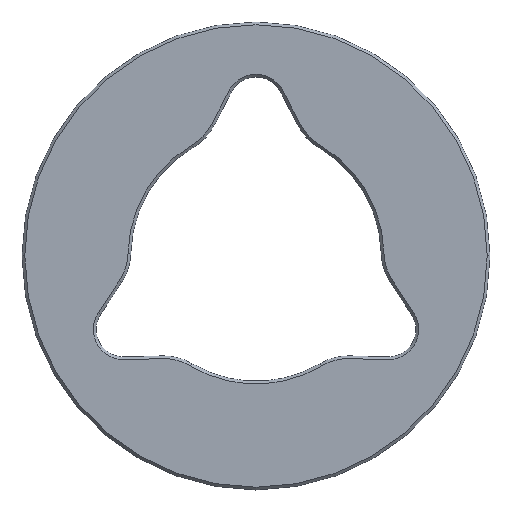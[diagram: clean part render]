
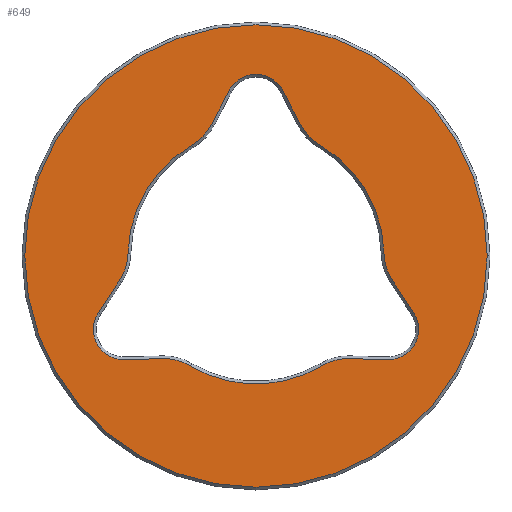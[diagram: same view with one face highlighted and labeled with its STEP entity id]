
A CAD part, top view. The second image highlights one B-rep face of the part: STEP entity #649.
In plain terms, the highlighted planar face has unit normal (0, 0, 1).
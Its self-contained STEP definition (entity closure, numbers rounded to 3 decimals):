
#42=CARTESIAN_POINT('Vertex',(-2.377,-3.996,1.)) ;
#45=CARTESIAN_POINT('Axis2P3D Location',(0.,0.,1.)) ;
#49=CARTESIAN_POINT('Vertex',(2.377,-3.996,1.)) ;
#76=CARTESIAN_POINT('Axis2P3D Location',(3.349,-5.629,1.)) ;
#80=CARTESIAN_POINT('Vertex',(3.399,-3.73,1.)) ;
#107=CARTESIAN_POINT('Line Origine',(0.,-3.641,1.)) ;
#111=CARTESIAN_POINT('Vertex',(4.782,-3.766,1.)) ;
#138=CARTESIAN_POINT('Axis2P3D Location',(4.81,-2.666,1.)) ;
#142=CARTESIAN_POINT('Vertex',(5.728,-2.059,1.)) ;
#169=CARTESIAN_POINT('Line Origine',(4.194,0.258,1.)) ;
#173=CARTESIAN_POINT('Vertex',(4.964,-0.906,1.)) ;
#200=CARTESIAN_POINT('Axis2P3D Location',(6.548,0.143,1.)) ;
#204=CARTESIAN_POINT('Vertex',(4.649,0.102,1.)) ;
#231=CARTESIAN_POINT('Axis2P3D Location',(0.,0.,1.)) ;
#235=CARTESIAN_POINT('Vertex',(2.343,4.017,1.)) ;
#262=CARTESIAN_POINT('Axis2P3D Location',(3.3,5.658,1.)) ;
#266=CARTESIAN_POINT('Vertex',(1.615,4.781,1.)) ;
#293=CARTESIAN_POINT('Line Origine',(4.103,0.,1.)) ;
#297=CARTESIAN_POINT('Vertex',(0.976,6.008,1.)) ;
#330=CARTESIAN_POINT('Vertex',(-0.976,6.008,1.)) ;
#333=CARTESIAN_POINT('Line Origine',(-4.103,0.,1.)) ;
#337=CARTESIAN_POINT('Vertex',(-1.615,4.781,1.)) ;
#364=CARTESIAN_POINT('Axis2P3D Location',(-3.3,5.658,1.)) ;
#368=CARTESIAN_POINT('Vertex',(-2.343,4.017,1.)) ;
#395=CARTESIAN_POINT('Axis2P3D Location',(0.,0.,1.)) ;
#399=CARTESIAN_POINT('Vertex',(-4.649,0.102,1.)) ;
#426=CARTESIAN_POINT('Axis2P3D Location',(-6.548,0.143,1.)) ;
#430=CARTESIAN_POINT('Vertex',(-4.964,-0.906,1.)) ;
#457=CARTESIAN_POINT('Line Origine',(-4.194,0.258,1.)) ;
#461=CARTESIAN_POINT('Vertex',(-5.728,-2.059,1.)) ;
#488=CARTESIAN_POINT('Axis2P3D Location',(-4.81,-2.666,1.)) ;
#492=CARTESIAN_POINT('Vertex',(-4.782,-3.766,1.)) ;
#519=CARTESIAN_POINT('Line Origine',(0.,-3.641,1.)) ;
#523=CARTESIAN_POINT('Vertex',(-3.399,-3.73,1.)) ;
#550=CARTESIAN_POINT('Axis2P3D Location',(-3.349,-5.629,1.)) ;
#572=CARTESIAN_POINT('Axis2P3D Location',(0.,5.5,1.)) ;
#576=CARTESIAN_POINT('Vertex',(0.,6.6,1.)) ;
#579=CARTESIAN_POINT('Axis2P3D Location',(0.,5.5,1.)) ;
#605=CARTESIAN_POINT('Axis2P3D Location',(0.,0.,1.)) ;
#610=CARTESIAN_POINT('Axis2P3D Location',(0.,0.,1.)) ;
#614=CARTESIAN_POINT('Vertex',(-8.4,0.,1.)) ;
#616=CARTESIAN_POINT('Vertex',(8.4,0.,1.)) ;
#619=CARTESIAN_POINT('Axis2P3D Location',(0.,0.,1.)) ;
#109=VECTOR('Line Direction',#108,1.) ;
#171=VECTOR('Line Direction',#170,1.) ;
#295=VECTOR('Line Direction',#294,1.) ;
#335=VECTOR('Line Direction',#334,1.) ;
#459=VECTOR('Line Direction',#458,1.) ;
#521=VECTOR('Line Direction',#520,1.) ;
#46=DIRECTION('Axis2P3D Direction',(0.,0.,1.)) ;
#77=DIRECTION('Axis2P3D Direction',(0.,0.,1.)) ;
#108=DIRECTION('Vector Direction',(-1.,0.026,0.)) ;
#139=DIRECTION('Axis2P3D Direction',(0.,0.,1.)) ;
#170=DIRECTION('Vector Direction',(-0.552,0.834,0.)) ;
#201=DIRECTION('Axis2P3D Direction',(0.,0.,1.)) ;
#232=DIRECTION('Axis2P3D Direction',(0.,-0.,1.)) ;
#263=DIRECTION('Axis2P3D Direction',(0.,0.,1.)) ;
#294=DIRECTION('Vector Direction',(0.462,-0.887,0.)) ;
#334=DIRECTION('Vector Direction',(-0.462,-0.887,0.)) ;
#365=DIRECTION('Axis2P3D Direction',(0.,0.,1.)) ;
#396=DIRECTION('Axis2P3D Direction',(0.,0.,1.)) ;
#427=DIRECTION('Axis2P3D Direction',(-0.,0.,1.)) ;
#458=DIRECTION('Vector Direction',(0.552,0.834,0.)) ;
#489=DIRECTION('Axis2P3D Direction',(0.,0.,1.)) ;
#520=DIRECTION('Vector Direction',(1.,0.026,0.)) ;
#551=DIRECTION('Axis2P3D Direction',(0.,0.,1.)) ;
#573=DIRECTION('Axis2P3D Direction',(0.,0.,1.)) ;
#580=DIRECTION('Axis2P3D Direction',(0.,0.,1.)) ;
#606=DIRECTION('Axis2P3D Direction',(0.,0.,1.)) ;
#607=DIRECTION('Axis2P3D XDirection',(1.,0.,0.)) ;
#611=DIRECTION('Axis2P3D Direction',(0.,0.,1.)) ;
#620=DIRECTION('Axis2P3D Direction',(0.,0.,1.)) ;
#47=AXIS2_PLACEMENT_3D('Circle Axis2P3D',#45,#46,$) ;
#78=AXIS2_PLACEMENT_3D('Circle Axis2P3D',#76,#77,$) ;
#140=AXIS2_PLACEMENT_3D('Circle Axis2P3D',#138,#139,$) ;
#202=AXIS2_PLACEMENT_3D('Circle Axis2P3D',#200,#201,$) ;
#233=AXIS2_PLACEMENT_3D('Circle Axis2P3D',#231,#232,$) ;
#264=AXIS2_PLACEMENT_3D('Circle Axis2P3D',#262,#263,$) ;
#366=AXIS2_PLACEMENT_3D('Circle Axis2P3D',#364,#365,$) ;
#397=AXIS2_PLACEMENT_3D('Circle Axis2P3D',#395,#396,$) ;
#428=AXIS2_PLACEMENT_3D('Circle Axis2P3D',#426,#427,$) ;
#490=AXIS2_PLACEMENT_3D('Circle Axis2P3D',#488,#489,$) ;
#552=AXIS2_PLACEMENT_3D('Circle Axis2P3D',#550,#551,$) ;
#574=AXIS2_PLACEMENT_3D('Circle Axis2P3D',#572,#573,$) ;
#581=AXIS2_PLACEMENT_3D('Circle Axis2P3D',#579,#580,$) ;
#608=AXIS2_PLACEMENT_3D('Plane Axis2P3D',#605,#606,#607) ;
#612=AXIS2_PLACEMENT_3D('Circle Axis2P3D',#610,#611,$) ;
#621=AXIS2_PLACEMENT_3D('Circle Axis2P3D',#619,#620,$) ;
#110=LINE('Line',#107,#109) ;
#172=LINE('Line',#169,#171) ;
#296=LINE('Line',#293,#295) ;
#336=LINE('Line',#333,#335) ;
#460=LINE('Line',#457,#459) ;
#522=LINE('Line',#519,#521) ;
#48=CIRCLE('generated circle',#47,4.65) ;
#79=CIRCLE('generated circle',#78,1.9) ;
#141=CIRCLE('generated circle',#140,1.1) ;
#203=CIRCLE('generated circle',#202,1.9) ;
#234=CIRCLE('generated circle',#233,4.65) ;
#265=CIRCLE('generated circle',#264,1.9) ;
#367=CIRCLE('generated circle',#366,1.9) ;
#398=CIRCLE('generated circle',#397,4.65) ;
#429=CIRCLE('generated circle',#428,1.9) ;
#491=CIRCLE('generated circle',#490,1.1) ;
#553=CIRCLE('generated circle',#552,1.9) ;
#575=CIRCLE('generated circle',#574,1.1) ;
#582=CIRCLE('generated circle',#581,1.1) ;
#613=CIRCLE('generated circle',#612,8.4) ;
#622=CIRCLE('generated circle',#621,8.4) ;
#609=PLANE('',#608) ;
#648=FACE_BOUND('',#628,.T.) ;
#51=EDGE_CURVE('',#43,#50,#48,.T.) ;
#82=EDGE_CURVE('',#50,#81,#79,.F.) ;
#113=EDGE_CURVE('',#81,#112,#110,.F.) ;
#144=EDGE_CURVE('',#112,#143,#141,.T.) ;
#175=EDGE_CURVE('',#143,#174,#172,.T.) ;
#206=EDGE_CURVE('',#174,#205,#203,.F.) ;
#237=EDGE_CURVE('',#205,#236,#234,.T.) ;
#268=EDGE_CURVE('',#236,#267,#265,.F.) ;
#299=EDGE_CURVE('',#267,#298,#296,.F.) ;
#339=EDGE_CURVE('',#331,#338,#336,.T.) ;
#370=EDGE_CURVE('',#338,#369,#367,.F.) ;
#401=EDGE_CURVE('',#369,#400,#398,.T.) ;
#432=EDGE_CURVE('',#400,#431,#429,.F.) ;
#463=EDGE_CURVE('',#431,#462,#460,.F.) ;
#494=EDGE_CURVE('',#462,#493,#491,.T.) ;
#525=EDGE_CURVE('',#493,#524,#522,.T.) ;
#554=EDGE_CURVE('',#524,#43,#553,.F.) ;
#578=EDGE_CURVE('',#298,#577,#575,.T.) ;
#583=EDGE_CURVE('',#577,#331,#582,.T.) ;
#618=EDGE_CURVE('',#615,#617,#613,.T.) ;
#623=EDGE_CURVE('',#617,#615,#622,.T.) ;
#625=ORIENTED_EDGE('',*,*,#618,.T.) ;
#626=ORIENTED_EDGE('',*,*,#623,.T.) ;
#629=ORIENTED_EDGE('',*,*,#554,.F.) ;
#630=ORIENTED_EDGE('',*,*,#525,.F.) ;
#631=ORIENTED_EDGE('',*,*,#494,.F.) ;
#632=ORIENTED_EDGE('',*,*,#463,.F.) ;
#633=ORIENTED_EDGE('',*,*,#432,.F.) ;
#634=ORIENTED_EDGE('',*,*,#401,.F.) ;
#635=ORIENTED_EDGE('',*,*,#370,.F.) ;
#636=ORIENTED_EDGE('',*,*,#339,.F.) ;
#637=ORIENTED_EDGE('',*,*,#583,.F.) ;
#638=ORIENTED_EDGE('',*,*,#578,.F.) ;
#639=ORIENTED_EDGE('',*,*,#299,.F.) ;
#640=ORIENTED_EDGE('',*,*,#268,.F.) ;
#641=ORIENTED_EDGE('',*,*,#237,.F.) ;
#642=ORIENTED_EDGE('',*,*,#206,.F.) ;
#643=ORIENTED_EDGE('',*,*,#175,.F.) ;
#644=ORIENTED_EDGE('',*,*,#144,.F.) ;
#645=ORIENTED_EDGE('',*,*,#113,.F.) ;
#646=ORIENTED_EDGE('',*,*,#82,.F.) ;
#647=ORIENTED_EDGE('',*,*,#51,.F.) ;
#624=EDGE_LOOP('',(#625,#626)) ;
#628=EDGE_LOOP('',(#629,#630,#631,#632,#633,#634,#635,#636,#637,#638,#639,#640,#641,#642,#643,#644,#645,#646,#647)) ;
#43=VERTEX_POINT('',#42) ;
#50=VERTEX_POINT('',#49) ;
#81=VERTEX_POINT('',#80) ;
#112=VERTEX_POINT('',#111) ;
#143=VERTEX_POINT('',#142) ;
#174=VERTEX_POINT('',#173) ;
#205=VERTEX_POINT('',#204) ;
#236=VERTEX_POINT('',#235) ;
#267=VERTEX_POINT('',#266) ;
#298=VERTEX_POINT('',#297) ;
#331=VERTEX_POINT('',#330) ;
#338=VERTEX_POINT('',#337) ;
#369=VERTEX_POINT('',#368) ;
#400=VERTEX_POINT('',#399) ;
#431=VERTEX_POINT('',#430) ;
#462=VERTEX_POINT('',#461) ;
#493=VERTEX_POINT('',#492) ;
#524=VERTEX_POINT('',#523) ;
#577=VERTEX_POINT('',#576) ;
#615=VERTEX_POINT('',#614) ;
#617=VERTEX_POINT('',#616) ;
#649=ADVANCED_FACE('Grundk\X2\00F6\X0\rper',(#627,#648),#609,.T.) ;
#627=FACE_OUTER_BOUND('',#624,.T.) ;
